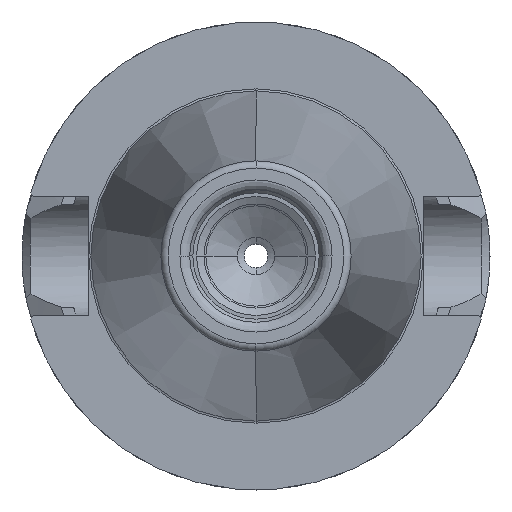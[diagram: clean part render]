
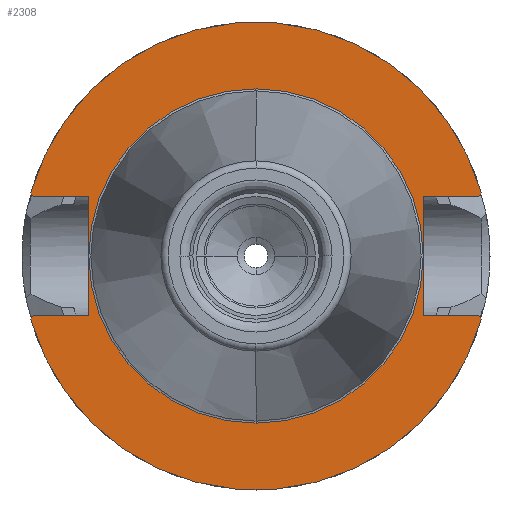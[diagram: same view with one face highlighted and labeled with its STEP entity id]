
A CAD part, left-side view. The second image highlights one B-rep face of the part: STEP entity #2308.
In plain terms, the highlighted planar face has unit normal (-1, 0, 0).
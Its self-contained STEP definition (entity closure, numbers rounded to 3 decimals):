
#701=CARTESIAN_POINT('',(2.,0.,0.));
#702=DIRECTION('',(-1.,0.,0.));
#703=DIRECTION('',(0.,0.963,-0.269));
#704=AXIS2_PLACEMENT_3D('',#701,#702,#703);
#710=CARTESIAN_POINT('',(2.,0.,0.));
#711=DIRECTION('',(-1.,0.,0.));
#712=DIRECTION('',(0.,-0.963,0.269));
#713=AXIS2_PLACEMENT_3D('',#710,#711,#712);
#839=CARTESIAN_POINT('',(2.,0.,0.));
#840=DIRECTION('',(1.,0.,0.));
#841=DIRECTION('',(0.,0.,1.));
#842=AXIS2_PLACEMENT_3D('',#839,#840,#841);
#844=CARTESIAN_POINT('',(2.,0.,0.));
#845=DIRECTION('',(1.,0.,0.));
#846=DIRECTION('',(0.,0.,-1.));
#847=AXIS2_PLACEMENT_3D('',#844,#845,#846);
#849=DIRECTION('',(0.,0.,-1.));
#850=VECTOR('',#849,16.1);
#851=CARTESIAN_POINT('',(2.,-22.6,8.05));
#852=LINE('',#851,#850);
#853=DIRECTION('',(0.,1.,0.));
#854=VECTOR('',#853,7.3);
#855=CARTESIAN_POINT('',(2.,-29.9,-8.05));
#856=LINE('',#855,#854);
#857=DIRECTION('',(0.,0.707,0.707));
#858=VECTOR('',#857,0.616);
#859=CARTESIAN_POINT('',(2.,-30.336,-8.486));
#860=LINE('',#859,#858);
#861=DIRECTION('',(0.,-0.707,0.707));
#862=VECTOR('',#861,0.616);
#863=CARTESIAN_POINT('',(2.,30.336,-8.486));
#864=LINE('',#863,#862);
#865=DIRECTION('',(0.,-1.,0.));
#866=VECTOR('',#865,7.3);
#867=CARTESIAN_POINT('',(2.,29.9,-8.05));
#868=LINE('',#867,#866);
#869=DIRECTION('',(0.,0.,-1.));
#870=VECTOR('',#869,16.1);
#871=CARTESIAN_POINT('',(2.,22.6,8.05));
#872=LINE('',#871,#870);
#873=DIRECTION('',(0.,-1.,0.));
#874=VECTOR('',#873,7.3);
#875=CARTESIAN_POINT('',(2.,29.9,8.05));
#876=LINE('',#875,#874);
#877=DIRECTION('',(0.,-0.707,-0.707));
#878=VECTOR('',#877,0.616);
#879=CARTESIAN_POINT('',(2.,30.336,8.486));
#880=LINE('',#879,#878);
#881=DIRECTION('',(0.,0.707,-0.707));
#882=VECTOR('',#881,0.616);
#883=CARTESIAN_POINT('',(2.,-30.336,8.486));
#884=LINE('',#883,#882);
#885=DIRECTION('',(0.,1.,0.));
#886=VECTOR('',#885,7.3);
#887=CARTESIAN_POINT('',(2.,-29.9,8.05));
#888=LINE('',#887,#886);
#996=CARTESIAN_POINT('',(2.,22.6,8.05));
#997=CARTESIAN_POINT('',(2.,22.6,-8.05));
#998=VERTEX_POINT('',#996);
#999=VERTEX_POINT('',#997);
#1072=CARTESIAN_POINT('',(2.,0.,22.5));
#1073=CARTESIAN_POINT('',(2.,0.,-22.5));
#1074=VERTEX_POINT('',#1072);
#1075=VERTEX_POINT('',#1073);
#1108=CARTESIAN_POINT('',(2.,29.9,8.05));
#1109=VERTEX_POINT('',#1108);
#1110=CARTESIAN_POINT('',(2.,29.9,-8.05));
#1111=VERTEX_POINT('',#1110);
#1120=CARTESIAN_POINT('',(2.,30.336,8.486));
#1121=VERTEX_POINT('',#1120);
#1122=CARTESIAN_POINT('',(2.,30.336,-8.486));
#1123=VERTEX_POINT('',#1122);
#1125=CARTESIAN_POINT('',(2.,-30.336,8.486));
#1127=VERTEX_POINT('',#1125);
#1129=CARTESIAN_POINT('',(2.,-30.336,-8.486));
#1131=VERTEX_POINT('',#1129);
#1132=CARTESIAN_POINT('',(2.,-22.6,8.05));
#1133=CARTESIAN_POINT('',(2.,-22.6,-8.05));
#1134=VERTEX_POINT('',#1132);
#1135=VERTEX_POINT('',#1133);
#1136=CARTESIAN_POINT('',(2.,-29.9,8.05));
#1137=VERTEX_POINT('',#1136);
#1138=CARTESIAN_POINT('',(2.,-29.9,-8.05));
#1139=VERTEX_POINT('',#1138);
#2277=CARTESIAN_POINT('',(2.,0.,0.));
#2278=DIRECTION('',(-1.,0.,0.));
#2279=DIRECTION('',(0.,0.,-1.));
#2280=AXIS2_PLACEMENT_3D('',#2277,#2278,#2279);
#2281=PLANE('',#2280);
#2282=ORIENTED_EDGE('',*,*,#2271,.T.);
#2283=ORIENTED_EDGE('',*,*,#2043,.F.);
#2284=ORIENTED_EDGE('',*,*,#2204,.F.);
#2285=ORIENTED_EDGE('',*,*,#2159,.F.);
#2287=ORIENTED_EDGE('',*,*,#2286,.T.);
#2289=ORIENTED_EDGE('',*,*,#2288,.T.);
#2291=ORIENTED_EDGE('',*,*,#2290,.F.);
#2293=ORIENTED_EDGE('',*,*,#2292,.F.);
#2295=ORIENTED_EDGE('',*,*,#2294,.F.);
#2296=ORIENTED_EDGE('',*,*,#2171,.F.);
#2298=ORIENTED_EDGE('',*,*,#2297,.T.);
#2299=ORIENTED_EDGE('',*,*,#2253,.T.);
#2300=EDGE_LOOP('',(#2282,#2283,#2284,#2285,#2287,#2289,#2291,#2293,#2295,#2296,
#2298,#2299));
#2301=FACE_OUTER_BOUND('',#2300,.F.);
#2303=ORIENTED_EDGE('',*,*,#2302,.F.);
#2305=ORIENTED_EDGE('',*,*,#2304,.F.);
#2306=EDGE_LOOP('',(#2303,#2305));
#2307=FACE_BOUND('',#2306,.F.);
#2308=ADVANCED_FACE('',(#2301,#2307),#2281,.T.);
#705=CIRCLE('',#704,31.5);
#714=CIRCLE('',#713,31.5);
#843=CIRCLE('',#842,22.5);
#848=CIRCLE('',#847,22.5);
#2043=EDGE_CURVE('',#1139,#1135,#856,.T.);
#2159=EDGE_CURVE('',#1123,#1131,#705,.T.);
#2171=EDGE_CURVE('',#1127,#1121,#714,.T.);
#2204=EDGE_CURVE('',#1131,#1139,#860,.T.);
#2253=EDGE_CURVE('',#1137,#1134,#888,.T.);
#2271=EDGE_CURVE('',#1134,#1135,#852,.T.);
#2286=EDGE_CURVE('',#1123,#1111,#864,.T.);
#2288=EDGE_CURVE('',#1111,#999,#868,.T.);
#2290=EDGE_CURVE('',#998,#999,#872,.T.);
#2292=EDGE_CURVE('',#1109,#998,#876,.T.);
#2294=EDGE_CURVE('',#1121,#1109,#880,.T.);
#2297=EDGE_CURVE('',#1127,#1137,#884,.T.);
#2302=EDGE_CURVE('',#1074,#1075,#843,.T.);
#2304=EDGE_CURVE('',#1075,#1074,#848,.T.);
